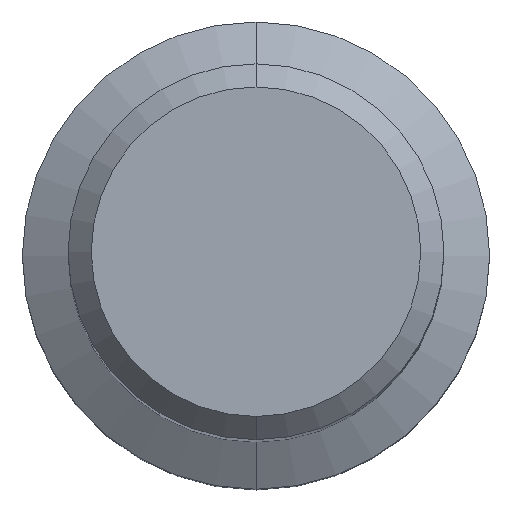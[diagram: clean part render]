
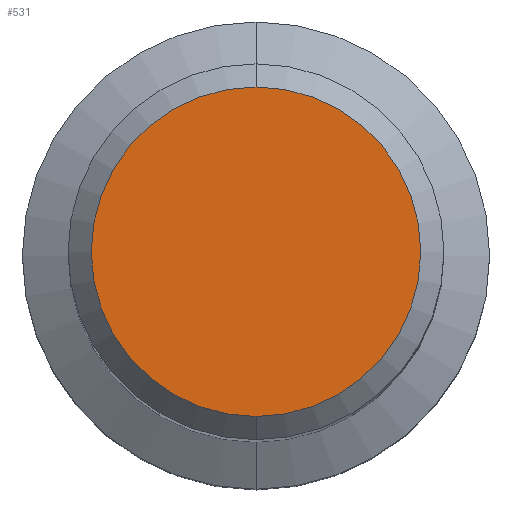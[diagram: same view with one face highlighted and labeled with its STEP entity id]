
A CAD part, top view. The second image highlights one B-rep face of the part: STEP entity #531.
In plain terms, the highlighted planar face has unit normal (0, 0, 1).
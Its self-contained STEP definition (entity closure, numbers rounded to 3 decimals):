
#309=VERTEX_POINT('',#704);
#467=EDGE_CURVE('',#309,#537,#882,.T.);
#513=EDGE_CURVE('',#537,#309,#930,.T.);
#531=ADVANCED_FACE('',(#949),#950,.T.);
#537=VERTEX_POINT('',#958);
#704=CARTESIAN_POINT('',(0.,-8.461,0.0));
#882=CIRCLE('',#1618,8.461);
#930=CIRCLE('',#1682,8.461);
#949=FACE_OUTER_BOUND('',#1706,.T.);
#950=PLANE('',#1707);
#958=CARTESIAN_POINT('',(0.0,8.461,0.0));
#1618=AXIS2_PLACEMENT_3D('',#2185,#2186,#2187);
#1682=AXIS2_PLACEMENT_3D('',#2230,#2231,#2232);
#1706=EDGE_LOOP('',(#2247,#2248));
#1707=AXIS2_PLACEMENT_3D('',#2249,#2250,#2251);
#2185=CARTESIAN_POINT('',(0.0,0.0,0.0));
#2186=DIRECTION('',(0.0,0.0,-1.0));
#2187=DIRECTION('',(0.0,1.0,0.0));
#2230=CARTESIAN_POINT('',(0.0,0.0,0.0));
#2231=DIRECTION('',(0.0,0.0,-1.0));
#2232=DIRECTION('',(0.0,1.0,0.0));
#2247=ORIENTED_EDGE('',*,*,#513,.F.);
#2248=ORIENTED_EDGE('',*,*,#467,.F.);
#2249=CARTESIAN_POINT('',(0.0,4.231,0.0));
#2250=DIRECTION('',(-0.0,0.0,1.0));
#2251=DIRECTION('',(0.0,-1.0,0.0));
